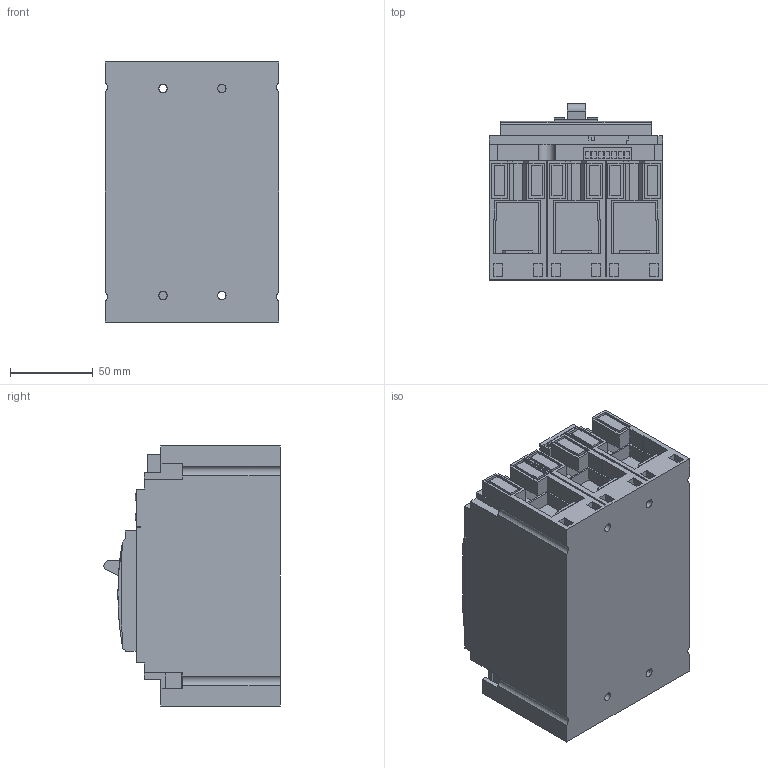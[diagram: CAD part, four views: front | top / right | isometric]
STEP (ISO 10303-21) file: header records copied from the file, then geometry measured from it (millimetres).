
FILE_DESCRIPTION((''),'2;1');
FILE_NAME('50E0','2021-07-18T19:55:34',('芝'),(''),'CREO PARAMETRIC BY PTC INC, 2019080','CREO PARAMETRIC BY PTC INC, 2019080','');
FILE_SCHEMA(('CONFIG_CONTROL_DESIGN'));
Length unit declared in the file: millimetre
Products named in the file (1): 50E0
Bounding box: 105 x 106.55 x 157 mm (x, y, z)
Volume: 1255641.6 mm3; surface area: 140298.8 mm2
Topology: 1 solids, 2 shells, 1225 faces, 3369 edges, 2235 vertices
Faces by surface type: plane 965, cylinder 158, extrusion 94, sphere 8
Entity records: 39161 total; most frequent: CARTESIAN_POINT 8168, ORIENTED_EDGE 6722, DIRECTION 5777, EDGE_CURVE 3361, VECTOR 2647, LINE 2553, VERTEX_POINT 2246, AXIS2_PLACEMENT_3D 1565
